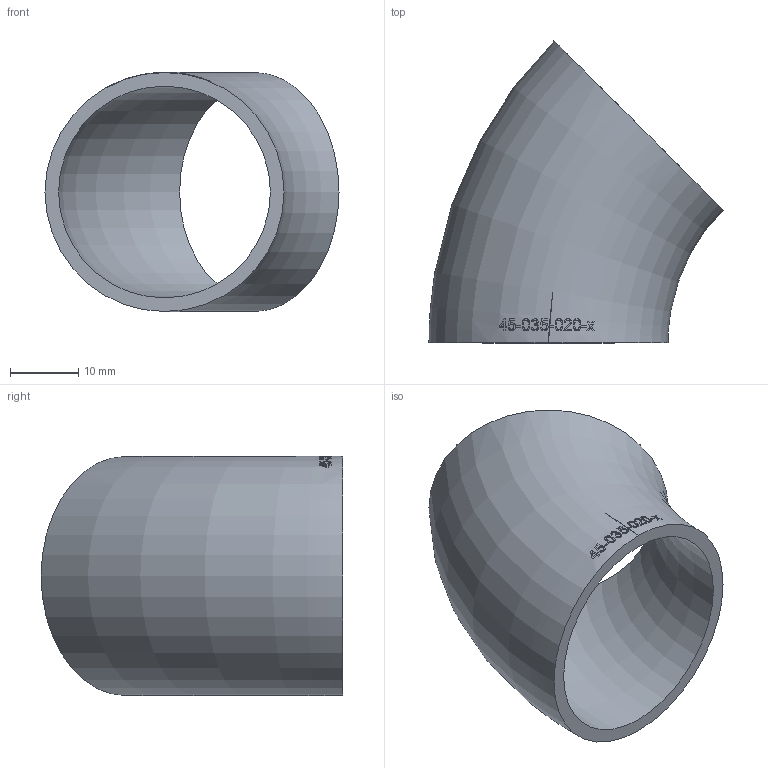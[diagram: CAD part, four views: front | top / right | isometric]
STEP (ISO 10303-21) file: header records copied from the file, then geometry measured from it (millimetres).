
FILE_DESCRIPTION (( 'STEP AP214' ), '1' );
FILE_NAME ('45-035-020-x Bogen 2004.STEP', '2020-04-14T14:35:49', ( '' ), ( '' ), 'SwSTEP 2.0', 'SolidWorks 2019', '' );
FILE_SCHEMA (( 'AUTOMOTIVE_DESIGN' ));
Length unit declared in the file: millimetre
Products named in the file (1): 45-035-020-x Bogen 2004
Bounding box: 43.05 x 44.19 x 35 mm (x, y, z)
Volume: 7327.9 mm3; surface area: 7745.5 mm2
Topology: 1 solids, 1 shells, 153 faces, 406 edges, 271 vertices
Faces by surface type: bspline 133, torus 18, plane 2
Entity records: 15124 total; most frequent: CARTESIAN_POINT 10882, ORIENTED_EDGE 806, EDGE_CURVE 403, B_SPLINE_CURVE_WITH_KNOTS 399, VERTEX_POINT 270, EDGE_LOOP 173, FACE_OUTER_BOUND 155, ADVANCED_FACE 153
